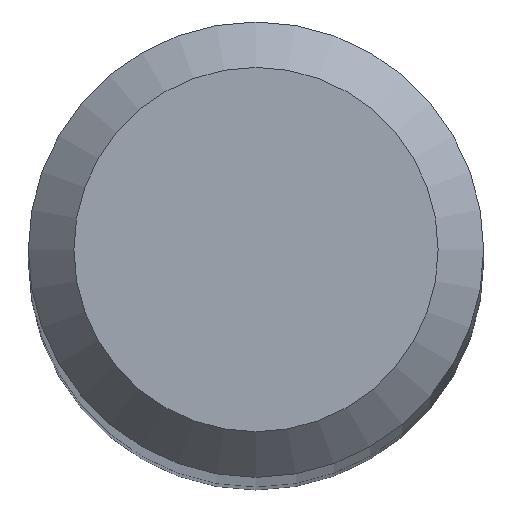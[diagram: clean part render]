
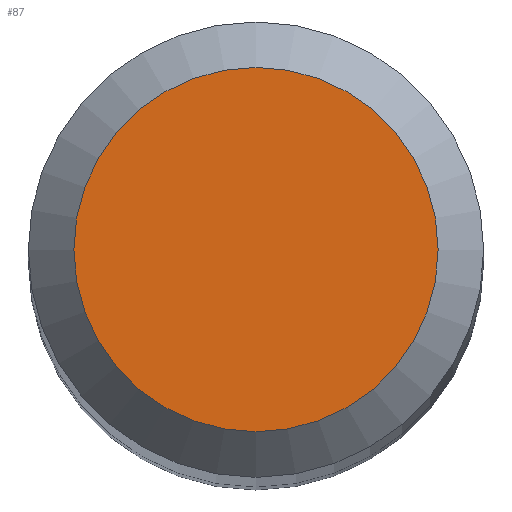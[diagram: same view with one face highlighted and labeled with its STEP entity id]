
A CAD part, top view. The second image highlights one B-rep face of the part: STEP entity #87.
In plain terms, the highlighted planar face has unit normal (0, 0, 1).
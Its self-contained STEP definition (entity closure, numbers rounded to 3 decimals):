
#14 = DIRECTION ( 'NONE',  ( 0., 0., -1. ) ) ;
#24 = DIRECTION ( 'NONE',  ( 0., 1., 0. ) ) ;
#41 = CARTESIAN_POINT ( 'NONE',  ( 0., 0.8, 32. ) ) ;
#84 = PLANE ( 'NONE',  #105 ) ;
#87 = ADVANCED_FACE ( 'NONE', ( #187 ), #84, .F. ) ;
#93 = ORIENTED_EDGE ( 'NONE', *, *, #140, .F. ) ;
#105 = AXIS2_PLACEMENT_3D ( 'NONE', #158, #14, #126 ) ;
#114 = AXIS2_PLACEMENT_3D ( 'NONE', #190, #177, #24 ) ;
#126 = DIRECTION ( 'NONE',  ( 0., 1., 0. ) ) ;
#140 = EDGE_CURVE ( 'NONE', #164, #164, #184, .T. ) ;
#158 = CARTESIAN_POINT ( 'NONE',  ( 0., 0., 32. ) ) ;
#164 = VERTEX_POINT ( 'NONE', #41 ) ;
#177 = DIRECTION ( 'NONE',  ( 0., 0., -1. ) ) ;
#178 = EDGE_LOOP ( 'NONE', ( #93 ) ) ;
#184 = CIRCLE ( 'NONE', #114, 0.8 ) ;
#187 = FACE_OUTER_BOUND ( 'NONE', #178, .T. ) ;
#190 = CARTESIAN_POINT ( 'NONE',  ( 0., 0., 32. ) ) ;
